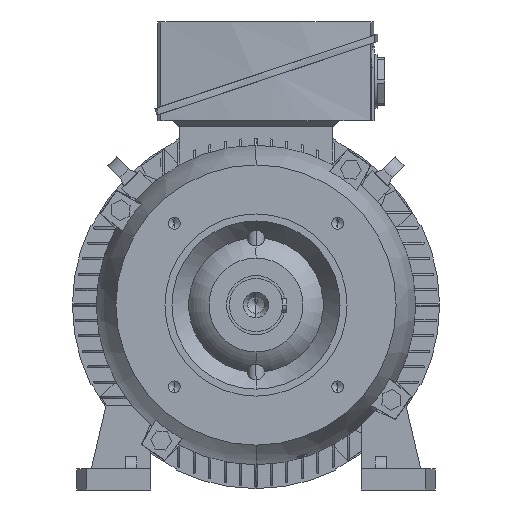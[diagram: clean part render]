
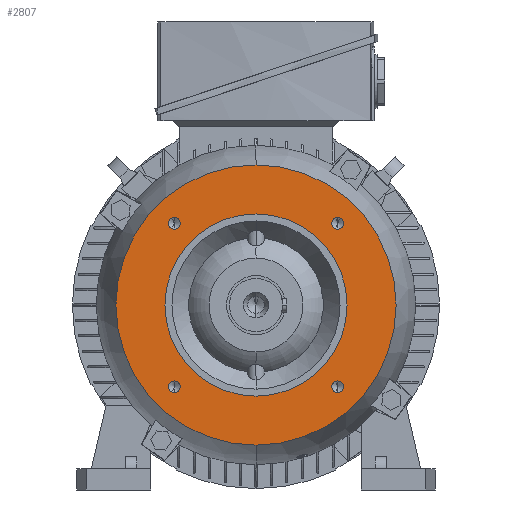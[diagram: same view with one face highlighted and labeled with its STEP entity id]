
A CAD part, left-side view. The second image highlights one B-rep face of the part: STEP entity #2807.
In plain terms, the highlighted planar face has unit normal (-1, 0, 0).
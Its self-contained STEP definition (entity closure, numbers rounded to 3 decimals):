
#2807=ADVANCED_FACE('',(#5655,#5656,#5657,#5658,#5659,#5660),#5661,.T.);
#5655=FACE_BOUND('',#8511,.T.);
#5656=FACE_BOUND('',#8512,.T.);
#5657=FACE_BOUND('',#8513,.T.);
#5658=FACE_BOUND('',#8514,.T.);
#5659=FACE_OUTER_BOUND('',#8515,.T.);
#5660=FACE_BOUND('',#8516,.T.);
#5661=PLANE('',#8517);
#8511=EDGE_LOOP('',(#17329,#17330));
#8512=EDGE_LOOP('',(#17331,#17332));
#8513=EDGE_LOOP('',(#17333,#17334));
#8514=EDGE_LOOP('',(#17335,#17336));
#8515=EDGE_LOOP('',(#17337,#17338));
#8516=EDGE_LOOP('',(#17339,#17340));
#8517=AXIS2_PLACEMENT_3D('',#17341,#17342,#17343);
#17329=ORIENTED_EDGE('',*,*,#20770,.T.);
#17330=ORIENTED_EDGE('',*,*,#17543,.T.);
#17331=ORIENTED_EDGE('',*,*,#20774,.T.);
#17332=ORIENTED_EDGE('',*,*,#17535,.T.);
#17333=ORIENTED_EDGE('',*,*,#20778,.T.);
#17334=ORIENTED_EDGE('',*,*,#17527,.T.);
#17335=ORIENTED_EDGE('',*,*,#20782,.T.);
#17336=ORIENTED_EDGE('',*,*,#17519,.T.);
#17337=ORIENTED_EDGE('',*,*,#20758,.F.);
#17338=ORIENTED_EDGE('',*,*,#17557,.F.);
#17339=ORIENTED_EDGE('',*,*,#17495,.T.);
#17340=ORIENTED_EDGE('',*,*,#20836,.T.);
#17341=CARTESIAN_POINT('',(-50.5,0.0,82.5));
#17342=DIRECTION('',(-1.0,0.0,0.));
#17343=DIRECTION('',(0.,0.0,-1.0));
#17495=EDGE_CURVE('',#21051,#21055,#21057,.T.);
#17519=EDGE_CURVE('',#21095,#21092,#21096,.T.);
#17527=EDGE_CURVE('',#21108,#21105,#21109,.T.);
#17535=EDGE_CURVE('',#21121,#21118,#21122,.T.);
#17543=EDGE_CURVE('',#21134,#21131,#21135,.T.);
#17557=EDGE_CURVE('',#21155,#21158,#21159,.T.);
#20758=EDGE_CURVE('',#21158,#21155,#25938,.T.);
#20770=EDGE_CURVE('',#21131,#21134,#25951,.T.);
#20774=EDGE_CURVE('',#21118,#21121,#25955,.T.);
#20778=EDGE_CURVE('',#21105,#21108,#25959,.T.);
#20782=EDGE_CURVE('',#21092,#21095,#25963,.T.);
#20836=EDGE_CURVE('',#21055,#21051,#26027,.T.);
#21051=VERTEX_POINT('',#26338);
#21055=VERTEX_POINT('',#26343);
#21057=CIRCLE('',#26346,65.0);
#21092=VERTEX_POINT('',#26521);
#21095=VERTEX_POINT('',#26525);
#21096=CIRCLE('',#26526,4.19);
#21105=VERTEX_POINT('',#26538);
#21108=VERTEX_POINT('',#26542);
#21109=CIRCLE('',#26543,4.19);
#21118=VERTEX_POINT('',#26555);
#21121=VERTEX_POINT('',#26559);
#21122=CIRCLE('',#26560,4.19);
#21131=VERTEX_POINT('',#26572);
#21134=VERTEX_POINT('',#26576);
#21135=CIRCLE('',#26577,4.19);
#21155=VERTEX_POINT('',#26613);
#21158=VERTEX_POINT('',#26616);
#21159=CIRCLE('',#26617,100.);
#25938=CIRCLE('',#39983,100.);
#25951=CIRCLE('',#40117,4.19);
#25955=CIRCLE('',#40121,4.19);
#25959=CIRCLE('',#40125,4.19);
#25963=CIRCLE('',#40129,4.19);
#26027=CIRCLE('',#40347,65.0);
#26338=CARTESIAN_POINT('',(-50.5,0.0,65.0));
#26343=CARTESIAN_POINT('',(-50.5,0.,-65.0));
#26346=AXIS2_PLACEMENT_3D('',#40457,#40458,#40459);
#26521=CARTESIAN_POINT('',(-50.5,-58.336,54.146));
#26525=CARTESIAN_POINT('',(-50.5,-58.336,62.526));
#26526=AXIS2_PLACEMENT_3D('',#40485,#40486,#40487);
#26538=CARTESIAN_POINT('',(-50.5,-58.336,-62.526));
#26542=CARTESIAN_POINT('',(-50.5,-58.336,-54.146));
#26543=AXIS2_PLACEMENT_3D('',#40495,#40496,#40497);
#26555=CARTESIAN_POINT('',(-50.5,58.336,-62.526));
#26559=CARTESIAN_POINT('',(-50.5,58.336,-54.146));
#26560=AXIS2_PLACEMENT_3D('',#40505,#40506,#40507);
#26572=CARTESIAN_POINT('',(-50.5,58.336,54.146));
#26576=CARTESIAN_POINT('',(-50.5,58.336,62.526));
#26577=AXIS2_PLACEMENT_3D('',#40515,#40516,#40517);
#26613=CARTESIAN_POINT('',(-50.5,0.,-100.));
#26616=CARTESIAN_POINT('',(-50.5,0.0,100.));
#26617=AXIS2_PLACEMENT_3D('',#40535,#40536,#40537);
#39983=AXIS2_PLACEMENT_3D('',#43476,#43477,#43478);
#40117=AXIS2_PLACEMENT_3D('',#43488,#43489,#43490);
#40121=AXIS2_PLACEMENT_3D('',#43494,#43495,#43496);
#40125=AXIS2_PLACEMENT_3D('',#43500,#43501,#43502);
#40129=AXIS2_PLACEMENT_3D('',#43506,#43507,#43508);
#40347=AXIS2_PLACEMENT_3D('',#43544,#43545,#43546);
#40457=CARTESIAN_POINT('',(-50.5,0.0,0.0));
#40458=DIRECTION('',(1.0,0.0,-0.0));
#40459=DIRECTION('',(0.0,0.0,1.0));
#40485=CARTESIAN_POINT('',(-50.5,-58.336,58.336));
#40486=DIRECTION('',(1.0,0.0,0.));
#40487=DIRECTION('',(0.,0.0,-1.0));
#40495=CARTESIAN_POINT('',(-50.5,-58.336,-58.336));
#40496=DIRECTION('',(1.0,0.0,0.));
#40497=DIRECTION('',(0.,0.0,-1.0));
#40505=CARTESIAN_POINT('',(-50.5,58.336,-58.336));
#40506=DIRECTION('',(1.0,0.0,0.));
#40507=DIRECTION('',(0.,0.0,-1.0));
#40515=CARTESIAN_POINT('',(-50.5,58.336,58.336));
#40516=DIRECTION('',(1.0,0.0,0.));
#40517=DIRECTION('',(0.,0.0,-1.0));
#40535=CARTESIAN_POINT('',(-50.5,0.0,0.0));
#40536=DIRECTION('',(1.0,0.0,-0.0));
#40537=DIRECTION('',(0.0,0.0,1.0));
#43476=CARTESIAN_POINT('',(-50.5,0.0,0.0));
#43477=DIRECTION('',(1.0,0.0,-0.0));
#43478=DIRECTION('',(0.0,0.0,1.0));
#43488=CARTESIAN_POINT('',(-50.5,58.336,58.336));
#43489=DIRECTION('',(1.0,0.0,0.));
#43490=DIRECTION('',(0.,0.0,-1.0));
#43494=CARTESIAN_POINT('',(-50.5,58.336,-58.336));
#43495=DIRECTION('',(1.0,0.0,0.));
#43496=DIRECTION('',(0.,0.0,-1.0));
#43500=CARTESIAN_POINT('',(-50.5,-58.336,-58.336));
#43501=DIRECTION('',(1.0,0.0,0.));
#43502=DIRECTION('',(0.,0.0,-1.0));
#43506=CARTESIAN_POINT('',(-50.5,-58.336,58.336));
#43507=DIRECTION('',(1.0,0.0,0.));
#43508=DIRECTION('',(0.,0.0,-1.0));
#43544=CARTESIAN_POINT('',(-50.5,0.0,0.0));
#43545=DIRECTION('',(1.0,0.0,-0.0));
#43546=DIRECTION('',(0.0,0.0,1.0));
